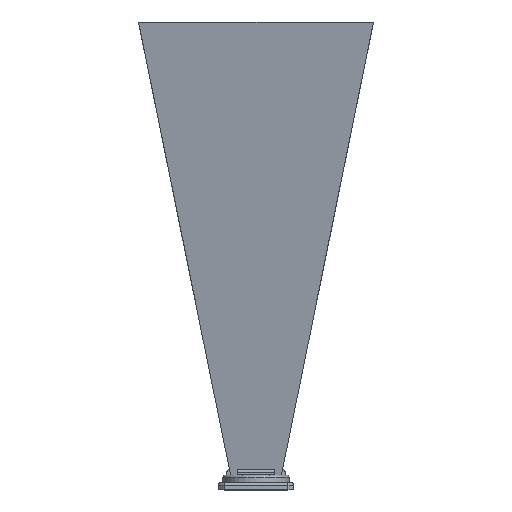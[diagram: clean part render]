
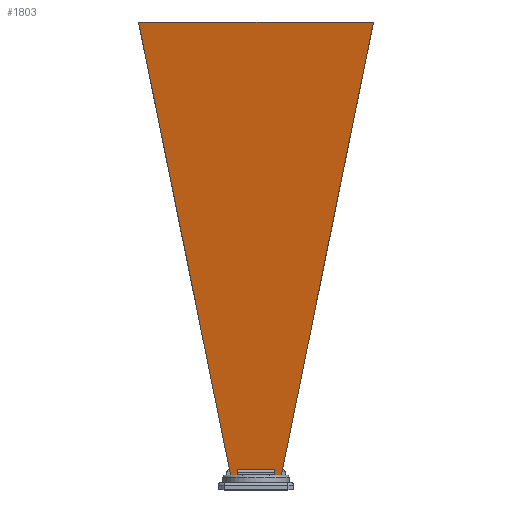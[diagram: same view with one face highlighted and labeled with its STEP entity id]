
A CAD part, top view. The second image highlights one B-rep face of the part: STEP entity #1803.
In plain terms, the highlighted planar face has unit normal (0, -0.163, 0.987).
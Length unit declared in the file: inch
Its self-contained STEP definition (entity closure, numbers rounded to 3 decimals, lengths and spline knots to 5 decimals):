
#78 = VECTOR ( 'NONE', #105, 39.37008 ) ;
#105 = DIRECTION ( 'NONE',  ( 1., 0., 0. ) ) ;
#107 = DIRECTION ( 'NONE',  ( 0., -0.163, 0.987 ) ) ;
#119 = ORIENTED_EDGE ( 'NONE', *, *, #881, .F. ) ;
#142 = CARTESIAN_POINT ( 'NONE',  ( 0.4, 0.43951, 0.28387 ) ) ;
#174 = CARTESIAN_POINT ( 'NONE',  ( 0.4, 0.43951, 0.28387 ) ) ;
#191 = EDGE_CURVE ( 'NONE', #962, #1048, #1856, .T. ) ;
#196 = CARTESIAN_POINT ( 'NONE',  ( 0.4, 0.3128, 0.26295 ) ) ;
#215 = ORIENTED_EDGE ( 'NONE', *, *, #2082, .T. ) ;
#236 = EDGE_CURVE ( 'NONE', #410, #962, #662, .T. ) ;
#305 = DIRECTION ( 'NONE',  ( 0.197, -0.967, -0.16 ) ) ;
#336 = DIRECTION ( 'NONE',  ( -1., 0., 0. ) ) ;
#347 = CARTESIAN_POINT ( 'NONE',  ( -0.4, 0.43951, 0.28387 ) ) ;
#392 = VECTOR ( 'NONE', #686, 39.37008 ) ;
#410 = VERTEX_POINT ( 'NONE', #1949 ) ;
#446 = VECTOR ( 'NONE', #1676, 39.37008 ) ;
#465 = DIRECTION ( 'NONE',  ( 0., -0.987, -0.163 ) ) ;
#477 = FACE_OUTER_BOUND ( 'NONE', #1019, .T. ) ;
#556 = AXIS2_PLACEMENT_3D ( 'NONE', #1629, #107, #465 ) ;
#662 = LINE ( 'NONE', #1539, #392 ) ;
#686 = DIRECTION ( 'NONE',  ( 1., 0., 0. ) ) ;
#735 = VERTEX_POINT ( 'NONE', #1091 ) ;
#791 = ORIENTED_EDGE ( 'NONE', *, *, #852, .F. ) ;
#827 = ORIENTED_EDGE ( 'NONE', *, *, #236, .T. ) ;
#852 = EDGE_CURVE ( 'NONE', #988, #1048, #1774, .T. ) ;
#881 = EDGE_CURVE ( 'NONE', #1052, #735, #2078, .T. ) ;
#893 = VECTOR ( 'NONE', #336, 39.37008 ) ;
#930 = CARTESIAN_POINT ( 'NONE',  ( 2.87383, 11.76486, 2.1544 ) ) ;
#962 = VERTEX_POINT ( 'NONE', #1699 ) ;
#988 = VERTEX_POINT ( 'NONE', #174 ) ;
#1019 = EDGE_LOOP ( 'NONE', ( #791, #1383, #215, #1840, #119, #1717, #827, #1377 ) ) ;
#1027 = DIRECTION ( 'NONE',  ( 0., 0.987, 0.163 ) ) ;
#1046 = LINE ( 'NONE', #1954, #78 ) ;
#1048 = VERTEX_POINT ( 'NONE', #347 ) ;
#1052 = VERTEX_POINT ( 'NONE', #2166 ) ;
#1091 = CARTESIAN_POINT ( 'NONE',  ( 2.52524, 10.05137, 1.8714 ) ) ;
#1190 = VECTOR ( 'NONE', #1027, 39.37008 ) ;
#1206 = LINE ( 'NONE', #930, #1826 ) ;
#1231 = CARTESIAN_POINT ( 'NONE',  ( -0.4, 0.43951, 0.28387 ) ) ;
#1289 = VECTOR ( 'NONE', #305, 39.37008 ) ;
#1295 = CARTESIAN_POINT ( 'NONE',  ( -2.87383, 11.76486, 2.1544 ) ) ;
#1321 = PLANE ( 'NONE',  #556 ) ;
#1373 = VECTOR ( 'NONE', #2029, 39.37008 ) ;
#1377 = ORIENTED_EDGE ( 'NONE', *, *, #191, .T. ) ;
#1383 = ORIENTED_EDGE ( 'NONE', *, *, #2142, .F. ) ;
#1428 = VERTEX_POINT ( 'NONE', #196 ) ;
#1434 = DIRECTION ( 'NONE',  ( -0.197, -0.967, -0.16 ) ) ;
#1514 = LINE ( 'NONE', #1295, #1289 ) ;
#1539 = CARTESIAN_POINT ( 'NONE',  ( -11.5263, 0.3128, 0.26295 ) ) ;
#1621 = CARTESIAN_POINT ( 'NONE',  ( 0.4, 0.43951, 0.28387 ) ) ;
#1629 = CARTESIAN_POINT ( 'NONE',  ( -11.5263, 10.05137, 1.8714 ) ) ;
#1676 = DIRECTION ( 'NONE',  ( 1., 0., 0. ) ) ;
#1699 = CARTESIAN_POINT ( 'NONE',  ( -0.4, 0.3128, 0.26295 ) ) ;
#1717 = ORIENTED_EDGE ( 'NONE', *, *, #1836, .T. ) ;
#1774 = LINE ( 'NONE', #1621, #893 ) ;
#1779 = CARTESIAN_POINT ( 'NONE',  ( 0.54406, 0.3128, 0.26295 ) ) ;
#1803 = ADVANCED_FACE ( 'NONE', ( #477 ), #1321, .T. ) ;
#1826 = VECTOR ( 'NONE', #1434, 39.37008 ) ;
#1836 = EDGE_CURVE ( 'NONE', #1052, #410, #1514, .T. ) ;
#1840 = ORIENTED_EDGE ( 'NONE', *, *, #1900, .F. ) ;
#1856 = LINE ( 'NONE', #1231, #1373 ) ;
#1900 = EDGE_CURVE ( 'NONE', #735, #1915, #1206, .T. ) ;
#1915 = VERTEX_POINT ( 'NONE', #1779 ) ;
#1949 = CARTESIAN_POINT ( 'NONE',  ( -0.54406, 0.3128, 0.26295 ) ) ;
#1954 = CARTESIAN_POINT ( 'NONE',  ( -11.5263, 0.3128, 0.26295 ) ) ;
#2029 = DIRECTION ( 'NONE',  ( 0., 0.987, 0.163 ) ) ;
#2062 = LINE ( 'NONE', #142, #1190 ) ;
#2078 = LINE ( 'NONE', #2147, #446 ) ;
#2082 = EDGE_CURVE ( 'NONE', #1428, #1915, #1046, .T. ) ;
#2142 = EDGE_CURVE ( 'NONE', #1428, #988, #2062, .T. ) ;
#2147 = CARTESIAN_POINT ( 'NONE',  ( -11.5263, 10.05137, 1.8714 ) ) ;
#2166 = CARTESIAN_POINT ( 'NONE',  ( -2.52524, 10.05137, 1.8714 ) ) ;
